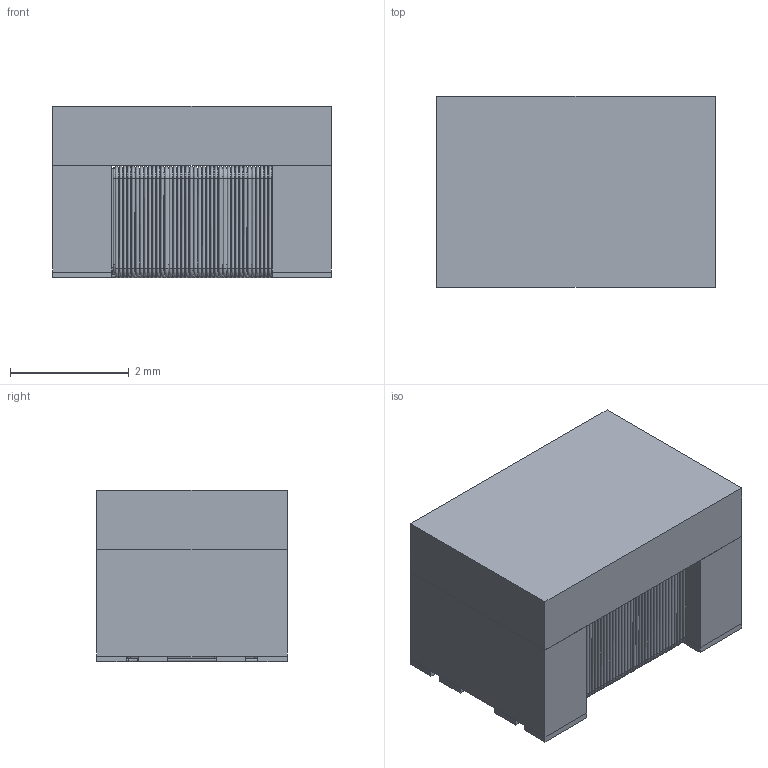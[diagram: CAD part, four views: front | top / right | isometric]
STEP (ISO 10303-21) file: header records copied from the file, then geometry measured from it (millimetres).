
FILE_DESCRIPTION(/* description */ ('Unknown'),/* implementation_level */ '2;1');
FILE_NAME(/* name */ '749302010',/* time_stamp */ '2019-07-25T13:10:50+02:00',/* author */ ('Unknown'),/* organization */ ('Unknown'),/* preprocessor_version */ 'ST-DEVELOPER v16.7',/* originating_system */ 'DEX',/* authorisation */ $);
FILE_SCHEMA (('AUTOMOTIVE_DESIGN {1 0 10303 214 3 1 1}'));
Length unit declared in the file: millimetre
Products named in the file (5): 749302010; Body; Pins; Cover; Winding
Assembly tree (4 placements, depth 2):
  749302010
    Body
    Pins
    Cover
    Winding
Bounding box: 4.7 x 3.22 x 2.9 mm (x, y, z)
Volume: 38.7 mm3; surface area: 199 mm2
Topology: 10 solids, 10 shells, 681 faces, 1856 edges, 1111 vertices
Faces by surface type: cylinder 308, torus 259, plane 66, bspline 48
Full cylindrical faces by diameter (mm): 0.05 x220
Entity records: 18611 total; most frequent: CARTESIAN_POINT 5088, DIRECTION 2758, ORIENTED_EDGE 2218, AXIS2_PLACEMENT_3D 1269, EDGE_LOOP 1208, FACE_BOUND 1208, EDGE_CURVE 1109, VERTEX_POINT 891
